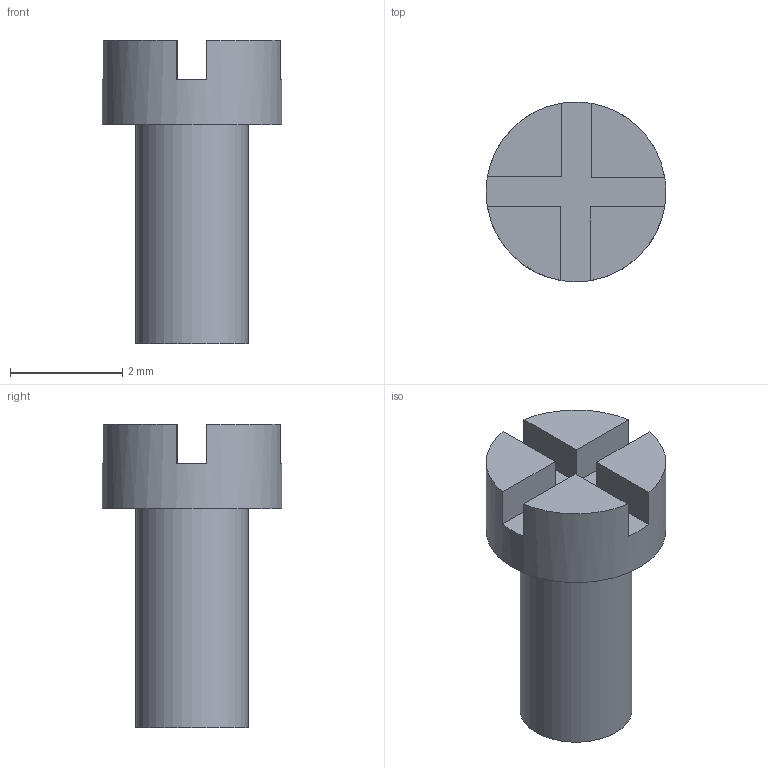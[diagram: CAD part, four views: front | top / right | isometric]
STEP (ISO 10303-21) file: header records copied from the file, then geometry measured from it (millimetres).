
FILE_DESCRIPTION(('FreeCAD Model'),'2;1');
FILE_NAME( 'tornillo 2x3mm.step', '2018-06-05T17:21:18',('Author'),(''), 'Open CASCADE STEP processor 7.2','FreeCAD','Unknown');
FILE_SCHEMA(('AUTOMOTIVE_DESIGN { 1 0 10303 214 1 1 1 1 }'));
Length unit declared in the file: millimetre
Products named in the file (1): tornillo_2x3mm
Bounding box: 3.2 x 3.2 x 5.4 mm (x, y, z)
Volume: 22.2 mm3; surface area: 61.6 mm2
Topology: 1 solids, 1 shells, 17 faces, 42 edges, 28 vertices
Faces by surface type: plane 15, cylinder 2
Full cylindrical faces by diameter (mm): 2 x1, 3.2 x1
Entity records: 1069 total; most frequent: CARTESIAN_POINT 232, DIRECTION 144, ORIENTED_EDGE 84, PCURVE 84, DEFINITIONAL_REPRESENTATION 84, LINE 78, VECTOR 78, EDGE_CURVE 42
